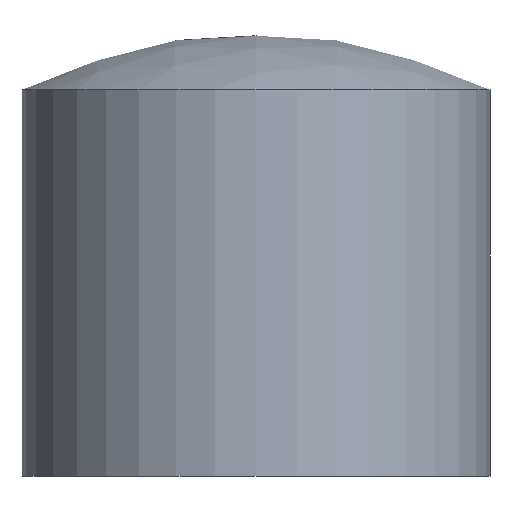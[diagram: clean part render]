
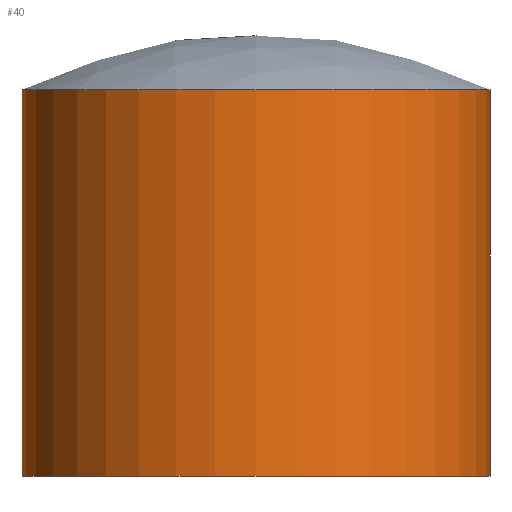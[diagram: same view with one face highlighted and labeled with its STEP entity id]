
A CAD part, front view. The second image highlights one B-rep face of the part: STEP entity #40.
In plain terms, the highlighted cylindrical face has radius 9 mm (diameter 18 mm), a full revolution.
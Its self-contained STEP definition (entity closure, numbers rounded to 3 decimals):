
#19=FACE_BOUND('',#26,.T.);
#20=CYLINDRICAL_SURFACE('',#52,9.);
#22=FACE_OUTER_BOUND('',#25,.T.);
#25=EDGE_LOOP('',(#35));
#26=EDGE_LOOP('',(#36));
#28=CIRCLE('',#51,9.);
#29=CIRCLE('',#53,9.);
#30=VERTEX_POINT('',#69);
#31=VERTEX_POINT('',#72);
#32=EDGE_CURVE('',#30,#30,#28,.T.);
#33=EDGE_CURVE('',#31,#31,#29,.T.);
#35=ORIENTED_EDGE('',*,*,#32,.T.);
#36=ORIENTED_EDGE('',*,*,#33,.F.);
#40=ADVANCED_FACE('',(#22,#19),#20,.T.);
#51=AXIS2_PLACEMENT_3D('',#70,#59,#60);
#52=AXIS2_PLACEMENT_3D('',#71,#61,#62);
#53=AXIS2_PLACEMENT_3D('',#73,#63,#64);
#59=DIRECTION('center_axis',(0.,0.,-1.));
#60=DIRECTION('ref_axis',(0.,1.,0.));
#61=DIRECTION('center_axis',(0.,0.,-1.));
#62=DIRECTION('ref_axis',(0.,1.,0.));
#63=DIRECTION('center_axis',(0.,0.,-1.));
#64=DIRECTION('ref_axis',(0.,1.,0.));
#69=CARTESIAN_POINT('',(0.,-9.,0.));
#70=CARTESIAN_POINT('Origin',(0.,0.,0.));
#71=CARTESIAN_POINT('Origin',(0.,0.,-14.861));
#72=CARTESIAN_POINT('',(0.,9.,-14.861));
#73=CARTESIAN_POINT('Origin',(0.,0.,-14.861));
